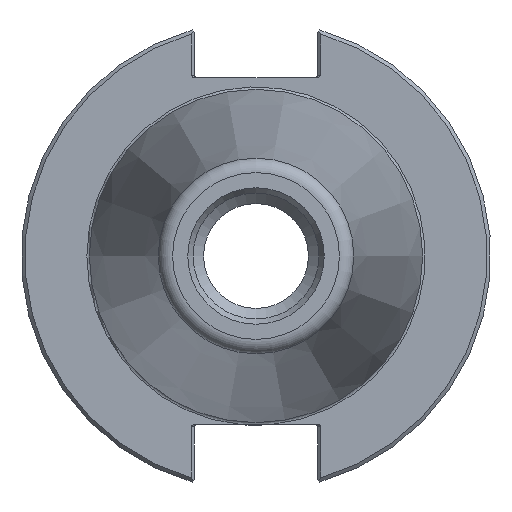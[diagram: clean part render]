
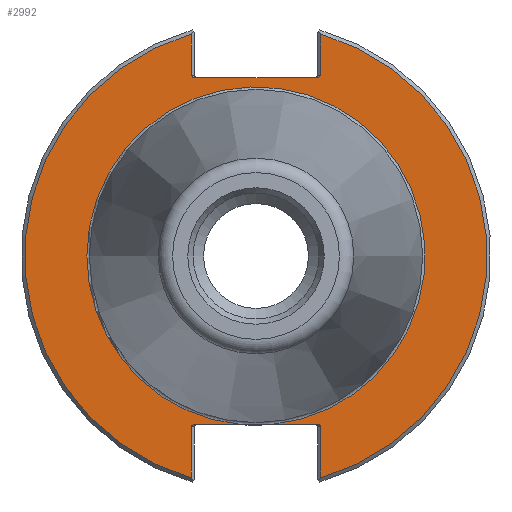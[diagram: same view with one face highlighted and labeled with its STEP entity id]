
A CAD part, left-side view. The second image highlights one B-rep face of the part: STEP entity #2992.
In plain terms, the highlighted planar face has unit normal (-1, 0, 0).
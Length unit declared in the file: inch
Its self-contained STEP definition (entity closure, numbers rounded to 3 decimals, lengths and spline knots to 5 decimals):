
#2347=CARTESIAN_POINT('',(0.125,-0.50422,1.472));
#2348=VERTEX_POINT('',#2347);
#2355=CARTESIAN_POINT('',(0.125,-0.5325,1.492));
#2356=VERTEX_POINT('',#2355);
#2357=CARTESIAN_POINT('',(0.125,-0.50422,1.492));
#2358=DIRECTION('',(-1.0,0.0,0.0));
#2359=DIRECTION('',(0.0,-1.0,0.0));
#2360=AXIS2_PLACEMENT_3D('',#2357,#2358,#2359);
#2361=ELLIPSE('',#2360,0.02828,0.02);
#2362=EDGE_CURVE('',#2348,#2356,#2361,.T.);
#2412=CARTESIAN_POINT('',(0.125,-0.5325,1.83167));
#2413=VERTEX_POINT('',#2412);
#2414=CARTESIAN_POINT('',(0.125,-0.5325,1.492));
#2415=DIRECTION('',(0.0,0.0,1.0));
#2416=VECTOR('',#2415,0.33967);
#2417=LINE('',#2414,#2416);
#2418=EDGE_CURVE('',#2356,#2413,#2417,.T.);
#2501=CARTESIAN_POINT('',(0.125,0.50422,-1.388));
#2502=VERTEX_POINT('',#2501);
#2509=CARTESIAN_POINT('',(0.125,0.5325,-1.408));
#2510=VERTEX_POINT('',#2509);
#2511=CARTESIAN_POINT('',(0.125,0.50422,-1.408));
#2512=DIRECTION('',(-1.0,0.0,0.0));
#2513=DIRECTION('',(0.0,1.0,0.0));
#2514=AXIS2_PLACEMENT_3D('',#2511,#2512,#2513);
#2515=ELLIPSE('',#2514,0.02828,0.02);
#2516=EDGE_CURVE('',#2502,#2510,#2515,.T.);
#2566=CARTESIAN_POINT('',(0.125,0.5325,-1.83167));
#2567=VERTEX_POINT('',#2566);
#2568=CARTESIAN_POINT('',(0.125,0.5325,-1.408));
#2569=DIRECTION('',(0.0,0.0,-1.0));
#2570=VECTOR('',#2569,0.42367);
#2571=LINE('',#2568,#2570);
#2572=EDGE_CURVE('',#2510,#2567,#2571,.T.);
#2597=CARTESIAN_POINT('',(0.125,-0.5325,-1.408));
#2598=VERTEX_POINT('',#2597);
#2599=CARTESIAN_POINT('',(0.125,-0.50422,-1.388));
#2600=VERTEX_POINT('',#2599);
#2601=CARTESIAN_POINT('',(0.125,-0.50422,-1.408));
#2602=DIRECTION('',(-1.0,0.0,0.0));
#2603=DIRECTION('',(0.0,-1.0,0.0));
#2604=AXIS2_PLACEMENT_3D('',#2601,#2602,#2603);
#2605=ELLIPSE('',#2604,0.02828,0.02);
#2606=EDGE_CURVE('',#2598,#2600,#2605,.T.);
#2704=CARTESIAN_POINT('',(0.125,-0.5325,-1.83167));
#2705=VERTEX_POINT('',#2704);
#2712=CARTESIAN_POINT('',(0.125,-0.5325,-1.83167));
#2713=DIRECTION('',(0.0,0.0,1.0));
#2714=VECTOR('',#2713,0.42367);
#2715=LINE('',#2712,#2714);
#2716=EDGE_CURVE('',#2705,#2598,#2715,.T.);
#2758=CARTESIAN_POINT('',(0.125,0.5325,1.492));
#2759=VERTEX_POINT('',#2758);
#2766=CARTESIAN_POINT('',(0.125,0.50422,1.472));
#2767=VERTEX_POINT('',#2766);
#2768=CARTESIAN_POINT('',(0.125,0.50422,1.492));
#2769=DIRECTION('',(-1.0,0.0,0.0));
#2770=DIRECTION('',(0.0,1.0,0.0));
#2771=AXIS2_PLACEMENT_3D('',#2768,#2769,#2770);
#2772=ELLIPSE('',#2771,0.02828,0.02);
#2773=EDGE_CURVE('',#2759,#2767,#2772,.T.);
#2858=CARTESIAN_POINT('',(0.125,0.5325,1.83167));
#2859=VERTEX_POINT('',#2858);
#2866=CARTESIAN_POINT('',(0.125,0.5325,1.83167));
#2867=DIRECTION('',(0.0,0.0,-1.0));
#2868=VECTOR('',#2867,0.33967);
#2869=LINE('',#2866,#2868);
#2870=EDGE_CURVE('',#2859,#2759,#2869,.T.);
#2905=CARTESIAN_POINT('',(0.125,-0.13957,-1.388));
#2906=VERTEX_POINT('',#2905);
#2907=CARTESIAN_POINT('',(0.125,0.13957,-1.388));
#2908=VERTEX_POINT('',#2907);
#2923=CARTESIAN_POINT('',(0.125,0.0,0.0));
#2924=DIRECTION('',(-1.0,0.0,0.0));
#2925=DIRECTION('',(0.0,-1.0,0.0));
#2926=AXIS2_PLACEMENT_3D('',#2923,#2924,#2925);
#2927=CIRCLE('',#2926,1.395);
#2928=EDGE_CURVE('',#2906,#2908,#2927,.T.);
#2944=CARTESIAN_POINT('',(0.125,1.65625,0.0));
#2945=DIRECTION('',(-1.0,0.0,0.0));
#2946=DIRECTION('',(0.0,0.0,1.0));
#2947=AXIS2_PLACEMENT_3D('',#2944,#2945,#2946);
#2948=PLANE('',#2947);
#2949=ORIENTED_EDGE('',*,*,#2928,.F.);
#2950=CARTESIAN_POINT('',(0.125,-0.50422,-1.388));
#2951=DIRECTION('',(0.0,1.0,0.0));
#2952=VECTOR('',#2951,0.36464);
#2953=LINE('',#2950,#2952);
#2954=EDGE_CURVE('',#2600,#2906,#2953,.T.);
#2955=ORIENTED_EDGE('',*,*,#2954,.F.);
#2956=ORIENTED_EDGE('',*,*,#2606,.F.);
#2957=ORIENTED_EDGE('',*,*,#2716,.F.);
#2958=CARTESIAN_POINT('',(0.125,0.0,0.0));
#2959=DIRECTION('',(1.0,0.0,0.0));
#2960=DIRECTION('',(0.0,-1.0,0.0));
#2961=AXIS2_PLACEMENT_3D('',#2958,#2959,#2960);
#2962=CIRCLE('',#2961,1.9075);
#2963=EDGE_CURVE('',#2413,#2705,#2962,.T.);
#2964=ORIENTED_EDGE('',*,*,#2963,.F.);
#2965=ORIENTED_EDGE('',*,*,#2418,.F.);
#2966=ORIENTED_EDGE('',*,*,#2362,.F.);
#2967=CARTESIAN_POINT('',(0.125,0.50422,1.472));
#2968=DIRECTION('',(0.0,-1.0,0.0));
#2969=VECTOR('',#2968,1.00843);
#2970=LINE('',#2967,#2969);
#2971=EDGE_CURVE('',#2767,#2348,#2970,.T.);
#2972=ORIENTED_EDGE('',*,*,#2971,.F.);
#2973=ORIENTED_EDGE('',*,*,#2773,.F.);
#2974=ORIENTED_EDGE('',*,*,#2870,.F.);
#2975=CARTESIAN_POINT('',(0.125,0.0,0.0));
#2976=DIRECTION('',(1.0,0.0,0.0));
#2977=DIRECTION('',(0.0,1.0,0.0));
#2978=AXIS2_PLACEMENT_3D('',#2975,#2976,#2977);
#2979=CIRCLE('',#2978,1.9075);
#2980=EDGE_CURVE('',#2567,#2859,#2979,.T.);
#2981=ORIENTED_EDGE('',*,*,#2980,.F.);
#2982=ORIENTED_EDGE('',*,*,#2572,.F.);
#2983=ORIENTED_EDGE('',*,*,#2516,.F.);
#2984=CARTESIAN_POINT('',(0.125,0.13957,-1.388));
#2985=DIRECTION('',(0.0,1.0,0.0));
#2986=VECTOR('',#2985,0.36464);
#2987=LINE('',#2984,#2986);
#2988=EDGE_CURVE('',#2908,#2502,#2987,.T.);
#2989=ORIENTED_EDGE('',*,*,#2988,.F.);
#2990=EDGE_LOOP('',(#2949,#2955,#2956,#2957,#2964,#2965,#2966,#2972,#2973,#2974,#2981,#2982,#2983,#2989));
#2991=FACE_OUTER_BOUND('',#2990,.T.);
#2992=ADVANCED_FACE('',(#2991),#2948,.T.);
